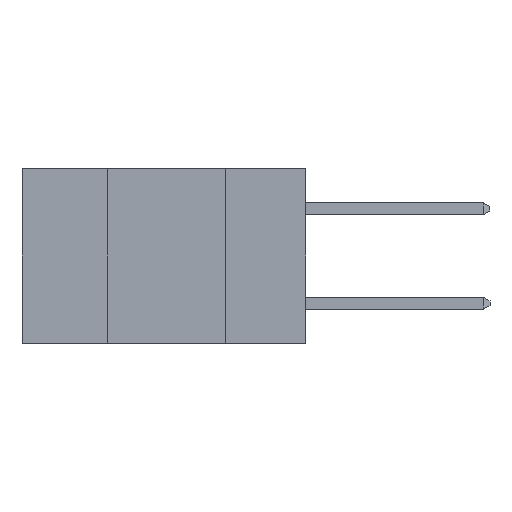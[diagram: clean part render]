
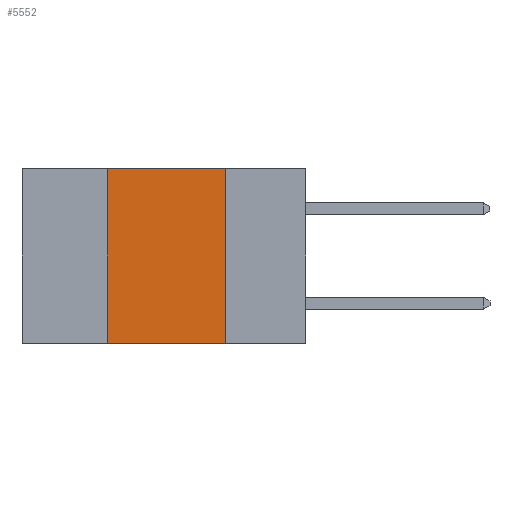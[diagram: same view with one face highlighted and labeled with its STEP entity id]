
A CAD part, left-side view. The second image highlights one B-rep face of the part: STEP entity #5552.
In plain terms, the highlighted planar face has unit normal (-1, 0, 0).
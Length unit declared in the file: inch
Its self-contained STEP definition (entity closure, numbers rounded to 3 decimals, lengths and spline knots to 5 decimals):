
#6 = CARTESIAN_POINT ( 'NONE',  ( 0., 0.42, -0.37 ) ) ;
#840 = VERTEX_POINT ( 'NONE', #4210 ) ;
#1368 = ORIENTED_EDGE ( 'NONE', *, *, #8263, .F. ) ;
#1798 = DIRECTION ( 'NONE',  ( 0., -1., 0. ) ) ;
#1860 = AXIS2_PLACEMENT_3D ( 'NONE', #7131, #8346, #4261 ) ;
#2106 = VECTOR ( 'NONE', #2498, 39.37008 ) ;
#2253 = VECTOR ( 'NONE', #6100, 39.37008 ) ;
#2498 = DIRECTION ( 'NONE',  ( 0., 0., -1. ) ) ;
#2539 = CARTESIAN_POINT ( 'NONE',  ( 0., 0.6, 0. ) ) ;
#3360 = VERTEX_POINT ( 'NONE', #4976 ) ;
#3768 = ORIENTED_EDGE ( 'NONE', *, *, #6491, .F. ) ;
#3772 = DIRECTION ( 'NONE',  ( 0., -1., 0. ) ) ;
#3860 = LINE ( 'NONE', #6883, #2106 ) ;
#4210 = CARTESIAN_POINT ( 'NONE',  ( 0., 0.42, -0.37 ) ) ;
#4261 = DIRECTION ( 'NONE',  ( 0., 0., -1. ) ) ;
#4481 = CARTESIAN_POINT ( 'NONE',  ( 0., 0.42, 0. ) ) ;
#4498 = CARTESIAN_POINT ( 'NONE',  ( 0., 0.6, -0.37 ) ) ;
#4520 = LINE ( 'NONE', #2539, #6256 ) ;
#4648 = CARTESIAN_POINT ( 'NONE',  ( 0., 0.17, -0.37 ) ) ;
#4976 = CARTESIAN_POINT ( 'NONE',  ( 0., 0.17, 0. ) ) ;
#5438 = EDGE_CURVE ( 'NONE', #3360, #7524, #3860, .T. ) ;
#5472 = VECTOR ( 'NONE', #3772, 39.37008 ) ;
#5552 = ADVANCED_FACE ( 'NONE', ( #7691 ), #7755, .F. ) ;
#5607 = EDGE_LOOP ( 'NONE', ( #8598, #3768, #1368, #7742 ) ) ;
#6100 = DIRECTION ( 'NONE',  ( 0., 0., 1. ) ) ;
#6256 = VECTOR ( 'NONE', #1798, 39.37008 ) ;
#6491 = EDGE_CURVE ( 'NONE', #7349, #3360, #4520, .T. ) ;
#6873 = EDGE_CURVE ( 'NONE', #840, #7524, #8884, .T. ) ;
#6883 = CARTESIAN_POINT ( 'NONE',  ( 0., 0.17, -0.37 ) ) ;
#7131 = CARTESIAN_POINT ( 'NONE',  ( 0., 0.6, 0. ) ) ;
#7349 = VERTEX_POINT ( 'NONE', #4481 ) ;
#7524 = VERTEX_POINT ( 'NONE', #4648 ) ;
#7691 = FACE_OUTER_BOUND ( 'NONE', #5607, .T. ) ;
#7742 = ORIENTED_EDGE ( 'NONE', *, *, #6873, .T. ) ;
#7755 = PLANE ( 'NONE',  #1860 ) ;
#7903 = LINE ( 'NONE', #6, #2253 ) ;
#8263 = EDGE_CURVE ( 'NONE', #840, #7349, #7903, .T. ) ;
#8346 = DIRECTION ( 'NONE',  ( 1., 0., 0. ) ) ;
#8598 = ORIENTED_EDGE ( 'NONE', *, *, #5438, .F. ) ;
#8884 = LINE ( 'NONE', #4498, #5472 ) ;
